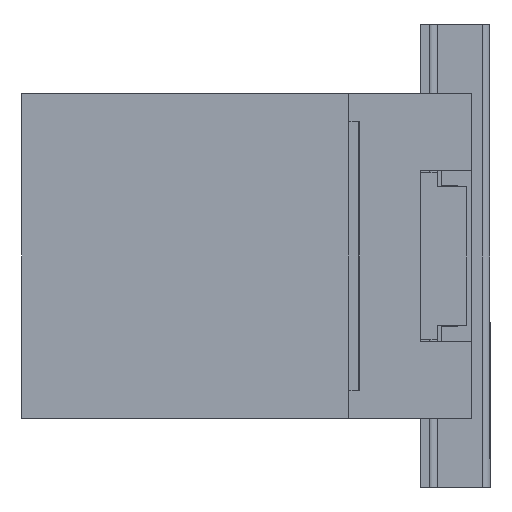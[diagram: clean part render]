
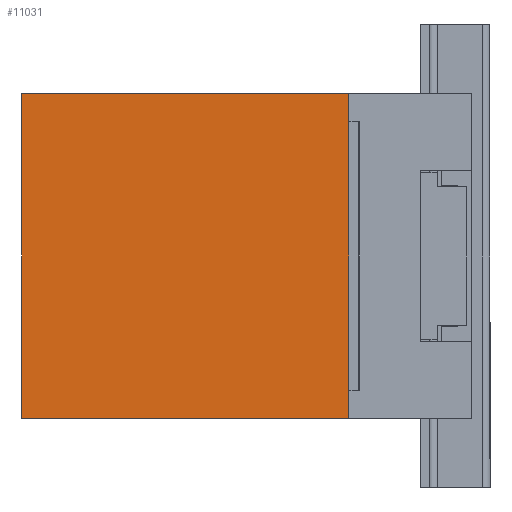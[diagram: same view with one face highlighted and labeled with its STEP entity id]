
A CAD part, left-side view. The second image highlights one B-rep face of the part: STEP entity #11031.
In plain terms, the highlighted planar face has unit normal (-1, 0, 0).
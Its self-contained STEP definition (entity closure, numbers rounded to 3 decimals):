
#685 = DIRECTION ( 'NONE',  ( 0., -1., 0. ) ) ;
#710 = FACE_OUTER_BOUND ( 'NONE', #12725, .T. ) ;
#770 = VERTEX_POINT ( 'NONE', #13272 ) ;
#828 = DIRECTION ( 'NONE',  ( 0., 0., 1. ) ) ;
#2205 = CARTESIAN_POINT ( 'NONE',  ( -55., 35.3, 17.5 ) ) ;
#2914 = CARTESIAN_POINT ( 'NONE',  ( -55., 35.3, -17.5 ) ) ;
#3548 = DIRECTION ( 'NONE',  ( 1., 0., 0. ) ) ;
#3661 = VECTOR ( 'NONE', #828, 1000. ) ;
#4107 = LINE ( 'NONE', #15006, #3661 ) ;
#4802 = CARTESIAN_POINT ( 'NONE',  ( -55., 35.3, -17.5 ) ) ;
#5395 = LINE ( 'NONE', #6489, #15174 ) ;
#5857 = ORIENTED_EDGE ( 'NONE', *, *, #9367, .T. ) ;
#6039 = VERTEX_POINT ( 'NONE', #4802 ) ;
#6231 = CARTESIAN_POINT ( 'NONE',  ( -55., 35.3, 17.5 ) ) ;
#6489 = CARTESIAN_POINT ( 'NONE',  ( -55., 35.3, 17.5 ) ) ;
#7153 = ORIENTED_EDGE ( 'NONE', *, *, #9306, .F. ) ;
#7819 = VERTEX_POINT ( 'NONE', #2205 ) ;
#9306 = EDGE_CURVE ( 'NONE', #7819, #10200, #16327, .T. ) ;
#9367 = EDGE_CURVE ( 'NONE', #770, #10200, #4107, .T. ) ;
#9986 = CARTESIAN_POINT ( 'NONE',  ( -55., 0., 17.5 ) ) ;
#10192 = AXIS2_PLACEMENT_3D ( 'NONE', #6231, #3548, #16336 ) ;
#10200 = VERTEX_POINT ( 'NONE', #9986 ) ;
#10661 = DIRECTION ( 'NONE',  ( 0., 0., 1. ) ) ;
#10782 = VECTOR ( 'NONE', #12093, 1000. ) ;
#11031 = ADVANCED_FACE ( 'NONE', ( #710 ), #14862, .F. ) ;
#11142 = VECTOR ( 'NONE', #685, 1000. ) ;
#12093 = DIRECTION ( 'NONE',  ( 0., -1., 0. ) ) ;
#12725 = EDGE_LOOP ( 'NONE', ( #5857, #7153, #17038, #13583 ) ) ;
#12910 = EDGE_CURVE ( 'NONE', #6039, #770, #17357, .T. ) ;
#13272 = CARTESIAN_POINT ( 'NONE',  ( -55., 0., -17.5 ) ) ;
#13583 = ORIENTED_EDGE ( 'NONE', *, *, #12910, .T. ) ;
#14229 = EDGE_CURVE ( 'NONE', #6039, #7819, #5395, .T. ) ;
#14862 = PLANE ( 'NONE',  #10192 ) ;
#15006 = CARTESIAN_POINT ( 'NONE',  ( -55., 0., 17.5 ) ) ;
#15174 = VECTOR ( 'NONE', #10661, 1000. ) ;
#16247 = CARTESIAN_POINT ( 'NONE',  ( -55., 35.3, 17.5 ) ) ;
#16327 = LINE ( 'NONE', #16247, #10782 ) ;
#16336 = DIRECTION ( 'NONE',  ( 0., 0., -1. ) ) ;
#17038 = ORIENTED_EDGE ( 'NONE', *, *, #14229, .F. ) ;
#17357 = LINE ( 'NONE', #2914, #11142 ) ;
